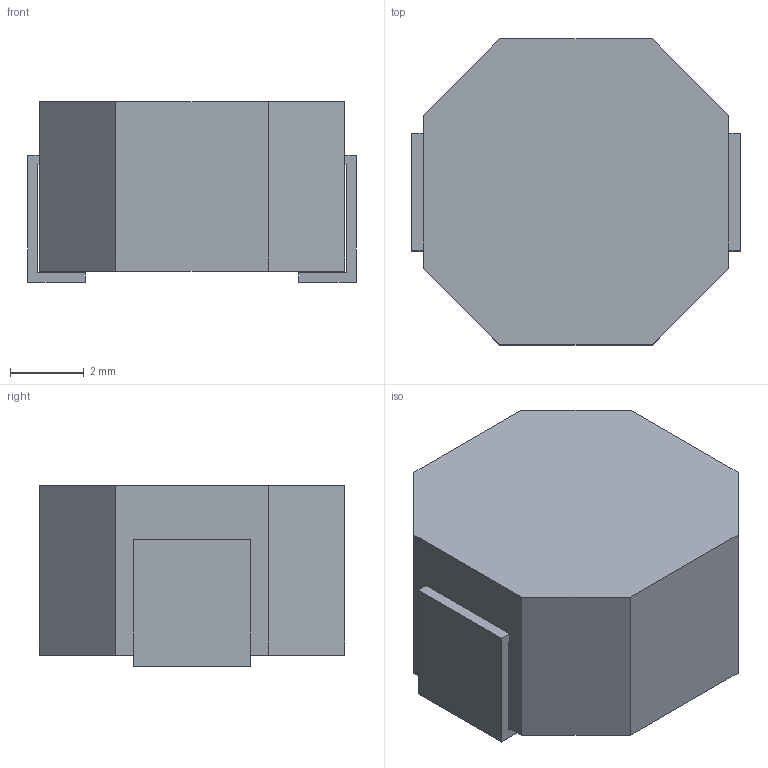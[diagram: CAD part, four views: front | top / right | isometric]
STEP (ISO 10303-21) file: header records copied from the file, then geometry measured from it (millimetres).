
FILE_DESCRIPTION(('STEP AP214'),'1');
FILE_NAME('IND_BOURNS_SRU8043','2023-06-26T08:21:33',(''),(''),'','','');
FILE_SCHEMA(('AUTOMOTIVE_DESIGN'));
Length unit declared in the file: millimetre
Products named in the file (1): product
Bounding box: 8.92 x 8.31 x 4.9 mm (x, y, z)
Volume: 285.1 mm3; surface area: 320.6 mm2
Topology: 3 solids, 3 shells, 30 faces, 72 edges, 48 vertices
Faces by surface type: plane 30
Entity records: 978 total; most frequent: ORIENTED_EDGE 144, DIRECTION 134, CARTESIAN_POINT 79, EDGE_CURVE 72, LINE 72, VECTOR 72, VERTEX_POINT 48, AXIS2_PLACEMENT_3D 31
